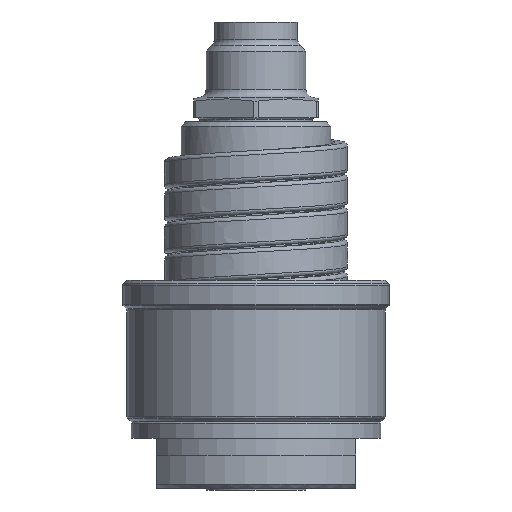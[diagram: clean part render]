
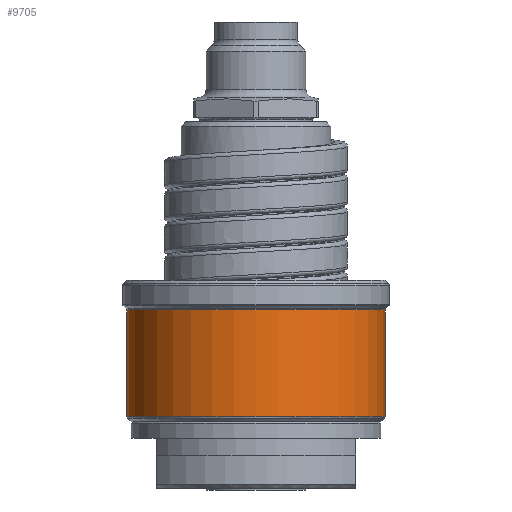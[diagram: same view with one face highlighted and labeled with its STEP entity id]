
A CAD part, front view. The second image highlights one B-rep face of the part: STEP entity #9705.
In plain terms, the highlighted cylindrical face has radius 15.5 mm (diameter 31 mm), a partial arc.
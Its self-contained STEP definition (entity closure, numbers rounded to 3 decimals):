
#2433=CARTESIAN_POINT('',(0.,0.,8.583));
#2434=DIRECTION('',(0.,0.,1.));
#2435=DIRECTION('',(-1.,0.,0.));
#2436=AXIS2_PLACEMENT_3D('',#2433,#2434,#2435);
#2438=DIRECTION('',(0.,0.,-1.));
#2439=VECTOR('',#2438,12.835);
#2440=CARTESIAN_POINT('',(-15.5,0.,21.417));
#2441=LINE('',#2440,#2439);
#2442=CARTESIAN_POINT('',(0.,0.,21.417));
#2443=DIRECTION('',(0.,0.,1.));
#2444=DIRECTION('',(-1.,0.,0.));
#2445=AXIS2_PLACEMENT_3D('',#2442,#2443,#2444);
#2447=DIRECTION('',(0.,0.,-1.));
#2448=VECTOR('',#2447,12.835);
#2449=CARTESIAN_POINT('',(15.5,0.,21.417));
#2450=LINE('',#2449,#2448);
#5896=CARTESIAN_POINT('',(15.5,0.,21.417));
#5897=CARTESIAN_POINT('',(-15.5,0.,21.417));
#5898=VERTEX_POINT('',#5896);
#5899=VERTEX_POINT('',#5897);
#5922=CARTESIAN_POINT('',(15.5,0.,8.583));
#5923=VERTEX_POINT('',#5922);
#5924=CARTESIAN_POINT('',(-15.5,0.,8.583));
#5925=VERTEX_POINT('',#5924);
#9693=CARTESIAN_POINT('',(0.,0.,7.15));
#9694=DIRECTION('',(0.,0.,1.));
#9695=DIRECTION('',(-1.,0.,0.));
#9696=AXIS2_PLACEMENT_3D('',#9693,#9694,#9695);
#9697=CYLINDRICAL_SURFACE('',#9696,15.5);
#9698=ORIENTED_EDGE('',*,*,#9665,.F.);
#9699=ORIENTED_EDGE('',*,*,#9683,.F.);
#9701=ORIENTED_EDGE('',*,*,#9700,.T.);
#9702=ORIENTED_EDGE('',*,*,#9679,.T.);
#9703=EDGE_LOOP('',(#9698,#9699,#9701,#9702));
#9704=FACE_OUTER_BOUND('',#9703,.F.);
#2437=CIRCLE('',#2436,15.5);
#2446=CIRCLE('',#2445,15.5);
#9665=EDGE_CURVE('',#5925,#5923,#2437,.T.);
#9679=EDGE_CURVE('',#5898,#5923,#2450,.T.);
#9683=EDGE_CURVE('',#5899,#5925,#2441,.T.);
#9700=EDGE_CURVE('',#5899,#5898,#2446,.T.);
#9705=ADVANCED_FACE('',(#9704),#9697,.T.);
